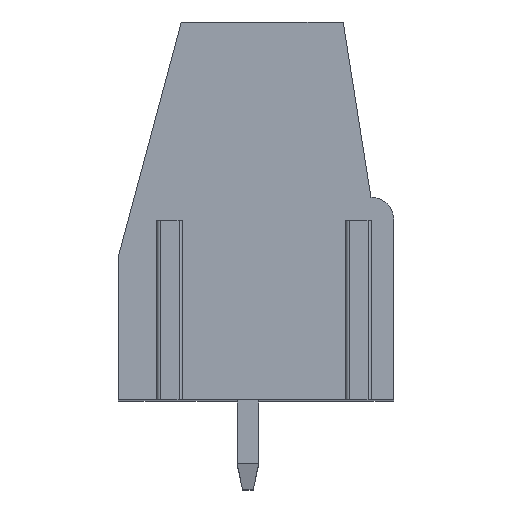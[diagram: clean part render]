
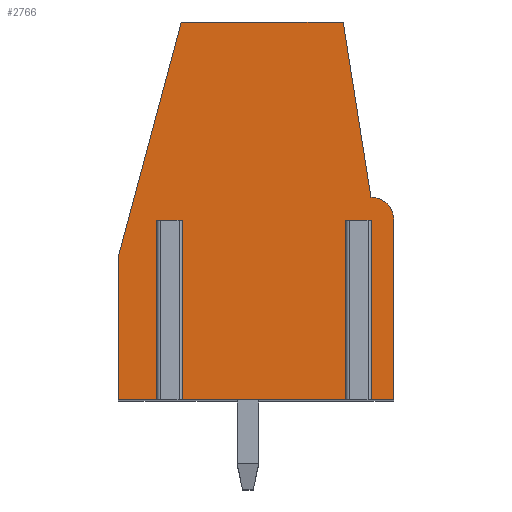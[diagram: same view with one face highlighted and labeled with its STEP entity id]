
A CAD part, top view. The second image highlights one B-rep face of the part: STEP entity #2766.
In plain terms, the highlighted planar face has unit normal (0, 0, 1).
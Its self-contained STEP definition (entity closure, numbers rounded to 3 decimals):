
#540=DIRECTION('',(1.,0.,0.));
#541=VECTOR('',#540,0.57);
#542=CARTESIAN_POINT('',(-3.485,-0.35,2.5));
#543=LINE('',#542,#541);
#544=DIRECTION('',(0.,1.,0.));
#545=VECTOR('',#544,6.65);
#546=CARTESIAN_POINT('',(-3.485,-7.,2.5));
#547=LINE('',#546,#545);
#548=DIRECTION('',(1.,0.,0.));
#549=VECTOR('',#548,1.615);
#550=CARTESIAN_POINT('',(-5.1,-7.,2.5));
#551=LINE('',#550,#549);
#552=DIRECTION('',(0.,-1.,0.));
#553=VECTOR('',#552,5.3);
#554=CARTESIAN_POINT('',(-5.1,-1.7,2.5));
#555=LINE('',#554,#553);
#556=DIRECTION('',(-0.259,-0.966,0.));
#557=VECTOR('',#556,9.007);
#558=CARTESIAN_POINT('',(-2.769,7.,2.5));
#559=LINE('',#558,#557);
#560=DIRECTION('',(-1.,0.,0.));
#561=VECTOR('',#560,6.);
#562=CARTESIAN_POINT('',(3.231,7.,2.5));
#563=LINE('',#562,#561);
#564=DIRECTION('',(-0.156,0.988,0.));
#565=VECTOR('',#564,6.581);
#566=CARTESIAN_POINT('',(4.261,0.5,2.5));
#567=LINE('',#566,#565);
#568=DIRECTION('',(-1.,0.,0.));
#569=VECTOR('',#568,0.039);
#570=CARTESIAN_POINT('',(4.3,0.5,2.5));
#571=LINE('',#570,#569);
#572=CARTESIAN_POINT('',(4.3,-0.3,2.5));
#573=DIRECTION('',(0.,0.,1.));
#574=DIRECTION('',(1.,0.,0.));
#575=AXIS2_PLACEMENT_3D('',#572,#573,#574);
#577=DIRECTION('',(0.,1.,0.));
#578=VECTOR('',#577,6.7);
#579=CARTESIAN_POINT('',(5.1,-7.,2.5));
#580=LINE('',#579,#578);
#581=DIRECTION('',(1.,0.,0.));
#582=VECTOR('',#581,1.015);
#583=CARTESIAN_POINT('',(4.085,-7.,2.5));
#584=LINE('',#583,#582);
#585=DIRECTION('',(0.,1.,0.));
#586=VECTOR('',#585,6.65);
#587=CARTESIAN_POINT('',(4.085,-7.,2.5));
#588=LINE('',#587,#586);
#589=DIRECTION('',(1.,0.,0.));
#590=VECTOR('',#589,0.57);
#591=CARTESIAN_POINT('',(3.515,-0.35,2.5));
#592=LINE('',#591,#590);
#593=DIRECTION('',(0.,1.,0.));
#594=VECTOR('',#593,6.65);
#595=CARTESIAN_POINT('',(3.515,-7.,2.5));
#596=LINE('',#595,#594);
#597=DIRECTION('',(1.,0.,0.));
#598=VECTOR('',#597,6.43);
#599=CARTESIAN_POINT('',(-2.915,-7.,2.5));
#600=LINE('',#599,#598);
#601=DIRECTION('',(0.,1.,0.));
#602=VECTOR('',#601,6.65);
#603=CARTESIAN_POINT('',(-2.915,-7.,2.5));
#604=LINE('',#603,#602);
#1687=CARTESIAN_POINT('',(-2.769,7.,2.5));
#1688=CARTESIAN_POINT('',(-5.1,-1.7,2.5));
#1689=VERTEX_POINT('',#1687);
#1690=VERTEX_POINT('',#1688);
#1691=CARTESIAN_POINT('',(-5.1,-7.,2.5));
#1692=VERTEX_POINT('',#1691);
#1693=CARTESIAN_POINT('',(5.1,-7.,2.5));
#1694=CARTESIAN_POINT('',(5.1,-0.3,2.5));
#1695=VERTEX_POINT('',#1693);
#1696=VERTEX_POINT('',#1694);
#1697=CARTESIAN_POINT('',(4.3,0.5,2.5));
#1698=VERTEX_POINT('',#1697);
#1699=CARTESIAN_POINT('',(4.261,0.5,2.5));
#1700=VERTEX_POINT('',#1699);
#1701=CARTESIAN_POINT('',(3.231,7.,2.5));
#1702=VERTEX_POINT('',#1701);
#1783=CARTESIAN_POINT('',(-3.485,-0.35,2.5));
#1784=CARTESIAN_POINT('',(-2.915,-0.35,2.5));
#1785=VERTEX_POINT('',#1783);
#1786=VERTEX_POINT('',#1784);
#1787=CARTESIAN_POINT('',(3.515,-0.35,2.5));
#1788=CARTESIAN_POINT('',(4.085,-0.35,2.5));
#1789=VERTEX_POINT('',#1787);
#1790=VERTEX_POINT('',#1788);
#1791=CARTESIAN_POINT('',(-2.915,-7.,2.5));
#1792=VERTEX_POINT('',#1791);
#1793=CARTESIAN_POINT('',(-3.485,-7.,2.5));
#1794=VERTEX_POINT('',#1793);
#1795=CARTESIAN_POINT('',(4.085,-7.,2.5));
#1796=VERTEX_POINT('',#1795);
#1797=CARTESIAN_POINT('',(3.515,-7.,2.5));
#1798=VERTEX_POINT('',#1797);
#2737=CARTESIAN_POINT('',(0.,0.,2.5));
#2738=DIRECTION('',(0.,0.,1.));
#2739=DIRECTION('',(1.,0.,0.));
#2740=AXIS2_PLACEMENT_3D('',#2737,#2738,#2739);
#2741=PLANE('',#2740);
#2743=ORIENTED_EDGE('',*,*,#2742,.F.);
#2745=ORIENTED_EDGE('',*,*,#2744,.F.);
#2746=ORIENTED_EDGE('',*,*,#2337,.F.);
#2747=ORIENTED_EDGE('',*,*,#2568,.F.);
#2748=ORIENTED_EDGE('',*,*,#2582,.F.);
#2749=ORIENTED_EDGE('',*,*,#2596,.F.);
#2750=ORIENTED_EDGE('',*,*,#2640,.F.);
#2751=ORIENTED_EDGE('',*,*,#2654,.F.);
#2752=ORIENTED_EDGE('',*,*,#2668,.F.);
#2753=ORIENTED_EDGE('',*,*,#2681,.F.);
#2754=ORIENTED_EDGE('',*,*,#2361,.F.);
#2756=ORIENTED_EDGE('',*,*,#2755,.T.);
#2758=ORIENTED_EDGE('',*,*,#2757,.F.);
#2760=ORIENTED_EDGE('',*,*,#2759,.F.);
#2761=ORIENTED_EDGE('',*,*,#2349,.F.);
#2763=ORIENTED_EDGE('',*,*,#2762,.T.);
#2764=EDGE_LOOP('',(#2743,#2745,#2746,#2747,#2748,#2749,#2750,#2751,#2752,#2753,
#2754,#2756,#2758,#2760,#2761,#2763));
#2765=FACE_OUTER_BOUND('',#2764,.F.);
#576=CIRCLE('',#575,0.8);
#2337=EDGE_CURVE('',#1692,#1794,#551,.T.);
#2349=EDGE_CURVE('',#1792,#1798,#600,.T.);
#2361=EDGE_CURVE('',#1796,#1695,#584,.T.);
#2568=EDGE_CURVE('',#1690,#1692,#555,.T.);
#2582=EDGE_CURVE('',#1689,#1690,#559,.T.);
#2596=EDGE_CURVE('',#1702,#1689,#563,.T.);
#2640=EDGE_CURVE('',#1700,#1702,#567,.T.);
#2654=EDGE_CURVE('',#1698,#1700,#571,.T.);
#2668=EDGE_CURVE('',#1696,#1698,#576,.T.);
#2681=EDGE_CURVE('',#1695,#1696,#580,.T.);
#2742=EDGE_CURVE('',#1785,#1786,#543,.T.);
#2744=EDGE_CURVE('',#1794,#1785,#547,.T.);
#2755=EDGE_CURVE('',#1796,#1790,#588,.T.);
#2757=EDGE_CURVE('',#1789,#1790,#592,.T.);
#2759=EDGE_CURVE('',#1798,#1789,#596,.T.);
#2762=EDGE_CURVE('',#1792,#1786,#604,.T.);
#2766=ADVANCED_FACE('',(#2765),#2741,.T.);
